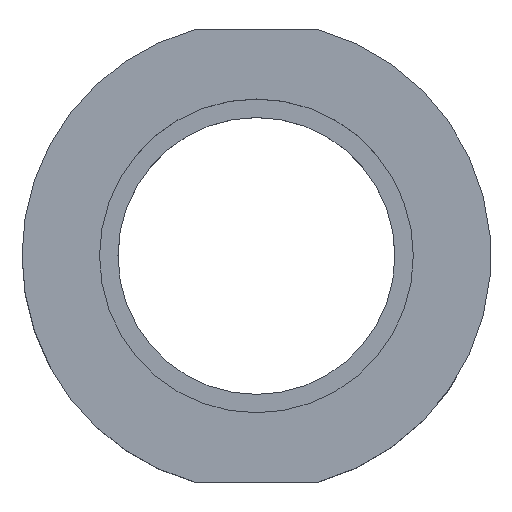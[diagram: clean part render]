
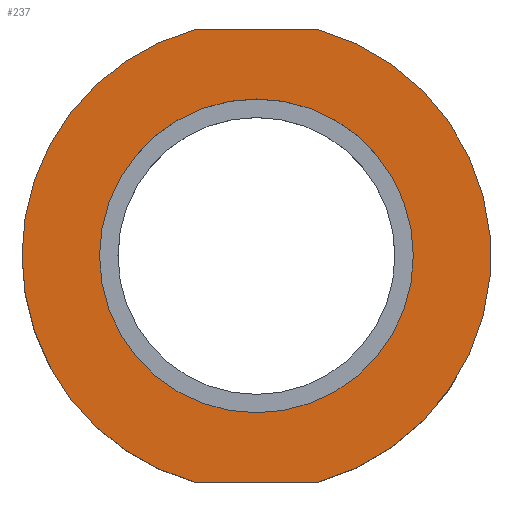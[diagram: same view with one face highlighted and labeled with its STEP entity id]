
A CAD part, top view. The second image highlights one B-rep face of the part: STEP entity #237.
In plain terms, the highlighted planar face has unit normal (0, 0, 1).
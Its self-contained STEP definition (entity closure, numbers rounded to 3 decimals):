
#9 = DIRECTION ( 'NONE',  ( -1., 0., 0. ) ) ;
#36 = EDGE_LOOP ( 'NONE', ( #89, #831 ) ) ;
#41 = PLANE ( 'NONE',  #918 ) ;
#46 = EDGE_LOOP ( 'NONE', ( #188, #841, #443, #367, #112 ) ) ;
#48 = EDGE_CURVE ( 'NONE', #676, #782, #68, .T. ) ;
#50 = AXIS2_PLACEMENT_3D ( 'NONE', #230, #753, #303 ) ;
#54 = AXIS2_PLACEMENT_3D ( 'NONE', #444, #692, #9 ) ;
#58 = FACE_OUTER_BOUND ( 'NONE', #46, .T. ) ;
#68 = CIRCLE ( 'NONE', #54, 17. ) ;
#89 = ORIENTED_EDGE ( 'NONE', *, *, #48, .T. ) ;
#108 = CARTESIAN_POINT ( 'NONE',  ( 0., 0., 7.5 ) ) ;
#112 = ORIENTED_EDGE ( 'NONE', *, *, #254, .F. ) ;
#132 = AXIS2_PLACEMENT_3D ( 'NONE', #855, #930, #487 ) ;
#138 = VERTEX_POINT ( 'NONE', #224 ) ;
#173 = CARTESIAN_POINT ( 'NONE',  ( -33.152, 24.5, 7.5 ) ) ;
#176 = DIRECTION ( 'NONE',  ( 0., 0., -1. ) ) ;
#188 = ORIENTED_EDGE ( 'NONE', *, *, #563, .F. ) ;
#216 = CARTESIAN_POINT ( 'NONE',  ( -6.701, 24.5, 7.5 ) ) ;
#217 = CIRCLE ( 'NONE', #944, 17. ) ;
#220 = CARTESIAN_POINT ( 'NONE',  ( 6.701, 24.5, 7.5 ) ) ;
#223 = CARTESIAN_POINT ( 'NONE',  ( -17., 0., 7.5 ) ) ;
#224 = CARTESIAN_POINT ( 'NONE',  ( -6.701, -24.5, 7.5 ) ) ;
#230 = CARTESIAN_POINT ( 'NONE',  ( 0., 0., 7.5 ) ) ;
#237 = ADVANCED_FACE ( 'NONE', ( #58, #431 ), #41, .F. ) ;
#242 = LINE ( 'NONE', #358, #265 ) ;
#249 = CARTESIAN_POINT ( 'NONE',  ( 25.4, 0., 7.5 ) ) ;
#254 = EDGE_CURVE ( 'NONE', #356, #481, #849, .T. ) ;
#265 = VECTOR ( 'NONE', #866, 1000. ) ;
#303 = DIRECTION ( 'NONE',  ( -1., 0., 0. ) ) ;
#327 = CARTESIAN_POINT ( 'NONE',  ( 0., 0., 7.5 ) ) ;
#350 = EDGE_CURVE ( 'NONE', #882, #138, #242, .T. ) ;
#356 = VERTEX_POINT ( 'NONE', #575 ) ;
#358 = CARTESIAN_POINT ( 'NONE',  ( -33.152, -24.5, 7.5 ) ) ;
#367 = ORIENTED_EDGE ( 'NONE', *, *, #729, .F. ) ;
#413 = CARTESIAN_POINT ( 'NONE',  ( 6.701, -24.5, 7.5 ) ) ;
#431 = FACE_BOUND ( 'NONE', #36, .T. ) ;
#443 = ORIENTED_EDGE ( 'NONE', *, *, #877, .F. ) ;
#444 = CARTESIAN_POINT ( 'NONE',  ( 0., 0., 7.5 ) ) ;
#481 = VERTEX_POINT ( 'NONE', #216 ) ;
#484 = DIRECTION ( 'NONE',  ( 0., 0., -1. ) ) ;
#487 = DIRECTION ( 'NONE',  ( -1., 0., 0. ) ) ;
#553 = DIRECTION ( 'NONE',  ( -1., 0., 0. ) ) ;
#563 = EDGE_CURVE ( 'NONE', #138, #356, #938, .T. ) ;
#575 = CARTESIAN_POINT ( 'NONE',  ( -25.4, 0., 7.5 ) ) ;
#593 = VECTOR ( 'NONE', #773, 1000. ) ;
#624 = CARTESIAN_POINT ( 'NONE',  ( 17., 0., 7.5 ) ) ;
#665 = VERTEX_POINT ( 'NONE', #220 ) ;
#676 = VERTEX_POINT ( 'NONE', #223 ) ;
#690 = DIRECTION ( 'NONE',  ( 0., 0., -1. ) ) ;
#692 = DIRECTION ( 'NONE',  ( 0., 0., -1. ) ) ;
#710 = CIRCLE ( 'NONE', #910, 25.4 ) ;
#712 = EDGE_CURVE ( 'NONE', #782, #676, #217, .T. ) ;
#729 = EDGE_CURVE ( 'NONE', #481, #665, #789, .T. ) ;
#753 = DIRECTION ( 'NONE',  ( 0., 0., -1. ) ) ;
#771 = DIRECTION ( 'NONE',  ( -1., 0., 0. ) ) ;
#773 = DIRECTION ( 'NONE',  ( 1., 0., 0. ) ) ;
#782 = VERTEX_POINT ( 'NONE', #624 ) ;
#785 = DIRECTION ( 'NONE',  ( -1., 0., 0. ) ) ;
#789 = LINE ( 'NONE', #173, #593 ) ;
#831 = ORIENTED_EDGE ( 'NONE', *, *, #712, .T. ) ;
#841 = ORIENTED_EDGE ( 'NONE', *, *, #350, .F. ) ;
#849 = CIRCLE ( 'NONE', #132, 25.4 ) ;
#855 = CARTESIAN_POINT ( 'NONE',  ( 0., 0., 7.5 ) ) ;
#866 = DIRECTION ( 'NONE',  ( -1., 0., 0. ) ) ;
#877 = EDGE_CURVE ( 'NONE', #665, #882, #710, .T. ) ;
#882 = VERTEX_POINT ( 'NONE', #413 ) ;
#910 = AXIS2_PLACEMENT_3D ( 'NONE', #108, #484, #785 ) ;
#918 = AXIS2_PLACEMENT_3D ( 'NONE', #249, #176, #771 ) ;
#930 = DIRECTION ( 'NONE',  ( 0., 0., -1. ) ) ;
#938 = CIRCLE ( 'NONE', #50, 25.4 ) ;
#944 = AXIS2_PLACEMENT_3D ( 'NONE', #327, #690, #553 ) ;
